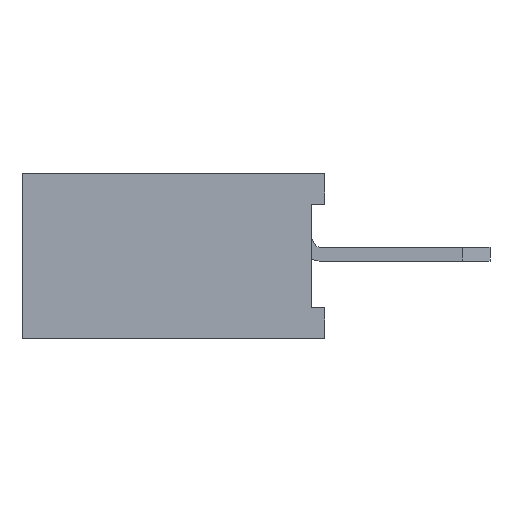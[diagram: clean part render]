
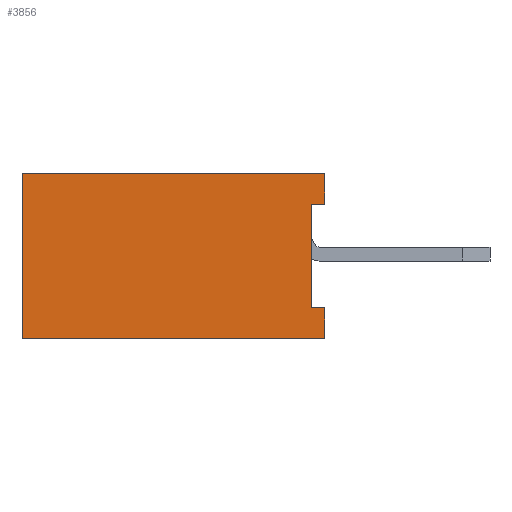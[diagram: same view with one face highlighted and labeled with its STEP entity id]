
A CAD part, left-side view. The second image highlights one B-rep face of the part: STEP entity #3856.
In plain terms, the highlighted planar face has unit normal (-1, 0, 0).
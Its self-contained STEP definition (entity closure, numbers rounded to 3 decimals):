
#47 = LINE ( 'NONE', #2074, #8525 ) ;
#336 = VERTEX_POINT ( 'NONE', #13035 ) ;
#576 = VECTOR ( 'NONE', #15799, 1000. ) ;
#677 = EDGE_CURVE ( 'NONE', #7225, #812, #10163, .T. ) ;
#812 = VERTEX_POINT ( 'NONE', #19229 ) ;
#995 = EDGE_CURVE ( 'NONE', #13833, #6139, #14876, .T. ) ;
#1192 = VECTOR ( 'NONE', #13138, 1000. ) ;
#2074 = CARTESIAN_POINT ( 'NONE',  ( -5.12, -1.243, 0. ) ) ;
#2259 = CARTESIAN_POINT ( 'NONE',  ( -5.12, 3.157, 0. ) ) ;
#2277 = ORIENTED_EDGE ( 'NONE', *, *, #677, .F. ) ;
#2486 = ORIENTED_EDGE ( 'NONE', *, *, #16192, .T. ) ;
#2875 = CARTESIAN_POINT ( 'NONE',  ( -5.12, 3.157, -3.644 ) ) ;
#3706 = ORIENTED_EDGE ( 'NONE', *, *, #12582, .T. ) ;
#3752 = DIRECTION ( 'NONE',  ( 0., 0., 1. ) ) ;
#3856 = ADVANCED_FACE ( 'NONE', ( #4045 ), #15578, .T. ) ;
#3911 = AXIS2_PLACEMENT_3D ( 'NONE', #15362, #15345, #15343 ) ;
#4045 = FACE_OUTER_BOUND ( 'NONE', #15369, .T. ) ;
#4815 = DIRECTION ( 'NONE',  ( 0., -1., 0. ) ) ;
#5004 = CARTESIAN_POINT ( 'NONE',  ( -5.12, 3.157, -2.4 ) ) ;
#5016 = LINE ( 'NONE', #8361, #13691 ) ;
#5493 = ORIENTED_EDGE ( 'NONE', *, *, #6224, .T. ) ;
#5552 = VERTEX_POINT ( 'NONE', #5004 ) ;
#5632 = VECTOR ( 'NONE', #17602, 1000. ) ;
#6139 = VERTEX_POINT ( 'NONE', #15331 ) ;
#6224 = EDGE_CURVE ( 'NONE', #5552, #336, #7759, .T. ) ;
#7225 = VERTEX_POINT ( 'NONE', #2259 ) ;
#7288 = VECTOR ( 'NONE', #19605, 1000. ) ;
#7527 = CARTESIAN_POINT ( 'NONE',  ( -5.12, -1.243, -1.95 ) ) ;
#7759 = LINE ( 'NONE', #19032, #12410 ) ;
#8361 = CARTESIAN_POINT ( 'NONE',  ( -5.12, -1.043, -0.45 ) ) ;
#8525 = VECTOR ( 'NONE', #3752, 1000. ) ;
#8552 = ORIENTED_EDGE ( 'NONE', *, *, #9487, .T. ) ;
#9222 = DIRECTION ( 'NONE',  ( 0., 1., 0. ) ) ;
#9230 = EDGE_CURVE ( 'NONE', #336, #20989, #17208, .T. ) ;
#9487 = EDGE_CURVE ( 'NONE', #20989, #13833, #16099, .T. ) ;
#10163 = LINE ( 'NONE', #17241, #5632 ) ;
#10200 = EDGE_CURVE ( 'NONE', #7225, #5552, #10215, .T. ) ;
#10215 = LINE ( 'NONE', #2875, #1192 ) ;
#10772 = CARTESIAN_POINT ( 'NONE',  ( -5.12, -1.043, -3.644 ) ) ;
#10827 = VECTOR ( 'NONE', #9222, 1000. ) ;
#12410 = VECTOR ( 'NONE', #4815, 1000. ) ;
#12582 = EDGE_CURVE ( 'NONE', #13839, #812, #47, .T. ) ;
#13035 = CARTESIAN_POINT ( 'NONE',  ( -5.12, -1.243, -2.4 ) ) ;
#13138 = DIRECTION ( 'NONE',  ( 0., 0., -1. ) ) ;
#13415 = CARTESIAN_POINT ( 'NONE',  ( -5.12, -1.243, -1.95 ) ) ;
#13691 = VECTOR ( 'NONE', #22425, 1000. ) ;
#13833 = VERTEX_POINT ( 'NONE', #20237 ) ;
#13839 = VERTEX_POINT ( 'NONE', #21966 ) ;
#14876 = LINE ( 'NONE', #10772, #576 ) ;
#15331 = CARTESIAN_POINT ( 'NONE',  ( -5.12, -1.043, -0.45 ) ) ;
#15343 = DIRECTION ( 'NONE',  ( 0., 0., 1. ) ) ;
#15345 = DIRECTION ( 'NONE',  ( -1., 0., 0. ) ) ;
#15362 = CARTESIAN_POINT ( 'NONE',  ( -5.12, -3.643, -3.644 ) ) ;
#15369 = EDGE_LOOP ( 'NONE', ( #17873, #5493, #19528, #8552, #19655, #2486, #3706, #2277 ) ) ;
#15578 = PLANE ( 'NONE',  #3911 ) ;
#15799 = DIRECTION ( 'NONE',  ( 0., 0., 1. ) ) ;
#16099 = LINE ( 'NONE', #7527, #10827 ) ;
#16192 = EDGE_CURVE ( 'NONE', #6139, #13839, #5016, .T. ) ;
#16333 = CARTESIAN_POINT ( 'NONE',  ( -5.12, -1.243, -3.644 ) ) ;
#17208 = LINE ( 'NONE', #16333, #7288 ) ;
#17241 = CARTESIAN_POINT ( 'NONE',  ( -5.12, -1.243, 0. ) ) ;
#17602 = DIRECTION ( 'NONE',  ( 0., -1., 0. ) ) ;
#17873 = ORIENTED_EDGE ( 'NONE', *, *, #10200, .T. ) ;
#19032 = CARTESIAN_POINT ( 'NONE',  ( -5.12, -3.643, -2.4 ) ) ;
#19229 = CARTESIAN_POINT ( 'NONE',  ( -5.12, -1.243, 0. ) ) ;
#19528 = ORIENTED_EDGE ( 'NONE', *, *, #9230, .T. ) ;
#19605 = DIRECTION ( 'NONE',  ( 0., 0., 1. ) ) ;
#19655 = ORIENTED_EDGE ( 'NONE', *, *, #995, .T. ) ;
#20237 = CARTESIAN_POINT ( 'NONE',  ( -5.12, -1.043, -1.95 ) ) ;
#20989 = VERTEX_POINT ( 'NONE', #13415 ) ;
#21966 = CARTESIAN_POINT ( 'NONE',  ( -5.12, -1.243, -0.45 ) ) ;
#22425 = DIRECTION ( 'NONE',  ( 0., -1., 0. ) ) ;
